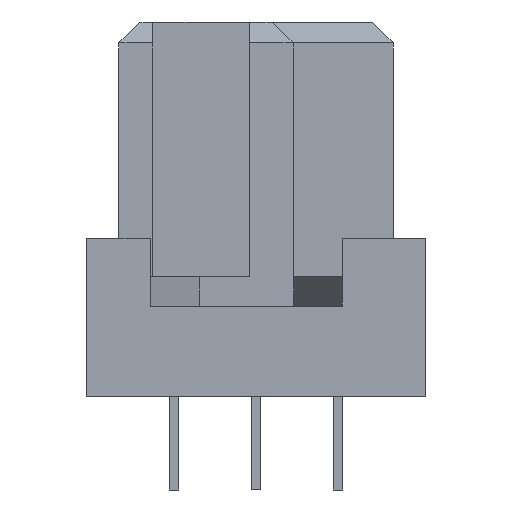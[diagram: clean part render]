
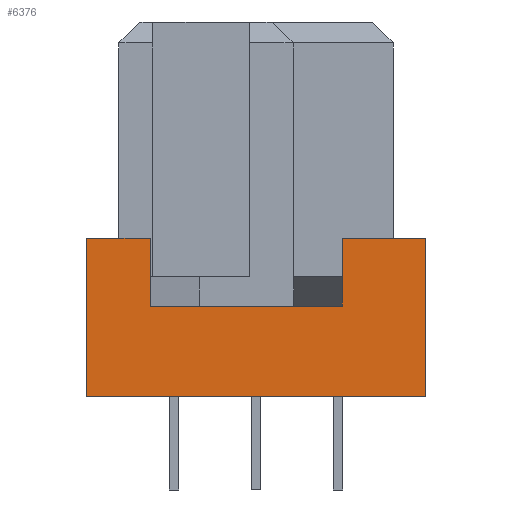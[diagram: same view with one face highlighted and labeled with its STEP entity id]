
A CAD part, front view. The second image highlights one B-rep face of the part: STEP entity #6376.
In plain terms, the highlighted planar face has unit normal (0, -1, 0).
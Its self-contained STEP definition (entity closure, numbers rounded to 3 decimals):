
#3977=CARTESIAN_POINT('',(-0.735,-31.38,4.9));
#3978=VERTEX_POINT('',#3977);
#3985=CARTESIAN_POINT('',(-0.735,-31.38,2.8));
#3986=VERTEX_POINT('',#3985);
#3987=CARTESIAN_POINT('',(-0.735,-31.38,2.8));
#3988=DIRECTION('',(0.0,0.0,1.0));
#3989=VECTOR('',#3988,2.1);
#3990=LINE('',#3987,#3989);
#3991=EDGE_CURVE('',#3986,#3978,#3990,.T.);
#6205=CARTESIAN_POINT('',(-2.71,-31.38,0.));
#6206=VERTEX_POINT('',#6205);
#6214=CARTESIAN_POINT('',(7.79,-31.38,0.));
#6215=VERTEX_POINT('',#6214);
#6222=CARTESIAN_POINT('',(7.79,-31.38,0.));
#6223=DIRECTION('',(-1.0,0.0,0.0));
#6224=VECTOR('',#6223,10.5);
#6225=LINE('',#6222,#6224);
#6226=EDGE_CURVE('',#6215,#6206,#6225,.T.);
#6258=CARTESIAN_POINT('',(7.79,-31.38,4.9));
#6259=VERTEX_POINT('',#6258);
#6266=CARTESIAN_POINT('',(7.79,-31.38,4.9));
#6267=DIRECTION('',(0.0,0.0,-1.0));
#6268=VECTOR('',#6267,4.9);
#6269=LINE('',#6266,#6268);
#6270=EDGE_CURVE('',#6259,#6215,#6269,.T.);
#6280=CARTESIAN_POINT('',(5.215,-31.38,4.9));
#6281=VERTEX_POINT('',#6280);
#6288=CARTESIAN_POINT('',(5.215,-31.38,4.9));
#6289=DIRECTION('',(1.0,0.0,0.0));
#6290=VECTOR('',#6289,2.575);
#6291=LINE('',#6288,#6290);
#6292=EDGE_CURVE('',#6281,#6259,#6291,.T.);
#6306=CARTESIAN_POINT('',(5.215,-31.38,2.8));
#6307=VERTEX_POINT('',#6306);
#6314=CARTESIAN_POINT('',(5.215,-31.38,4.9));
#6315=DIRECTION('',(0.0,0.0,-1.0));
#6316=VECTOR('',#6315,2.1);
#6317=LINE('',#6314,#6316);
#6318=EDGE_CURVE('',#6281,#6307,#6317,.T.);
#6333=CARTESIAN_POINT('',(5.215,-31.38,2.8));
#6334=DIRECTION('',(-1.0,0.0,0.0));
#6335=VECTOR('',#6334,5.95);
#6336=LINE('',#6333,#6335);
#6337=EDGE_CURVE('',#6307,#3986,#6336,.T.);
#6349=CARTESIAN_POINT('',(2.54,-31.38,5.145));
#6350=DIRECTION('',(0.0,-1.0,0.0));
#6351=DIRECTION('',(1.0,0.0,0.0));
#6352=AXIS2_PLACEMENT_3D('',#6349,#6350,#6351);
#6353=PLANE('',#6352);
#6354=ORIENTED_EDGE('',*,*,#6337,.T.);
#6355=ORIENTED_EDGE('',*,*,#3991,.T.);
#6356=CARTESIAN_POINT('',(-2.71,-31.38,4.9));
#6357=VERTEX_POINT('',#6356);
#6358=CARTESIAN_POINT('',(-2.71,-31.38,4.9));
#6359=DIRECTION('',(1.0,0.0,0.0));
#6360=VECTOR('',#6359,1.975);
#6361=LINE('',#6358,#6360);
#6362=EDGE_CURVE('',#6357,#3978,#6361,.T.);
#6363=ORIENTED_EDGE('',*,*,#6362,.F.);
#6364=CARTESIAN_POINT('',(-2.71,-31.38,0.));
#6365=DIRECTION('',(0.0,0.0,1.0));
#6366=VECTOR('',#6365,4.9);
#6367=LINE('',#6364,#6366);
#6368=EDGE_CURVE('',#6206,#6357,#6367,.T.);
#6369=ORIENTED_EDGE('',*,*,#6368,.F.);
#6370=ORIENTED_EDGE('',*,*,#6226,.F.);
#6371=ORIENTED_EDGE('',*,*,#6270,.F.);
#6372=ORIENTED_EDGE('',*,*,#6292,.F.);
#6373=ORIENTED_EDGE('',*,*,#6318,.T.);
#6374=EDGE_LOOP('',(#6354,#6355,#6363,#6369,#6370,#6371,#6372,#6373));
#6375=FACE_OUTER_BOUND('',#6374,.T.);
#6376=ADVANCED_FACE('',(#6375),#6353,.T.);
